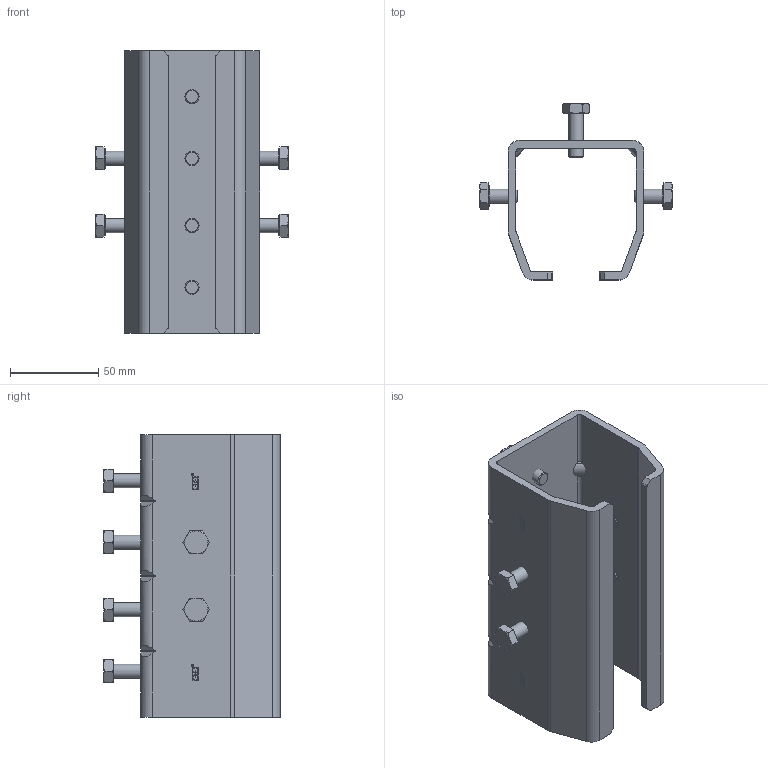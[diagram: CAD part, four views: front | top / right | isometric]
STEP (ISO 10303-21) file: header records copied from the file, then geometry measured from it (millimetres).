
FILE_DESCRIPTION((''),'2;1');
FILE_NAME('9051M.stp','2009-04-24T12:16:20',('Giuliano'),(''),'Autodesk Inventor 2009','Autodesk Inventor 2009','');
FILE_SCHEMA(('AUTOMOTIVE_DESIGN { 1 0 10303 214 1 1 1 1 }'));
Length unit declared in the file: millimetre
Products named in the file (4): 9051M; 15703; 04516; 04519
Assembly tree (9 placements, depth 2):
  9051M
    15703
    04516  x4
    04519  x4
Bounding box: 109.07 x 99.8 x 160 mm (x, y, z)
Volume: 191087.9 mm3; surface area: 91243.6 mm2
Topology: 9 solids, 9 shells, 532 faces, 1388 edges, 916 vertices
Faces by surface type: plane 266, bspline 162, cylinder 72, cone 32
Full cylindrical faces by diameter (mm): 1.151 x2, 1.25 x2, 6.647 x2, 8 x8, 11.63 x4
Entity records: 14335 total; most frequent: CARTESIAN_POINT 4667, ORIENTED_EDGE 2152, DIRECTION 1616, EDGE_CURVE 1076, VERTEX_POINT 726, VECTOR 690, LINE 690, EDGE_LOOP 472
